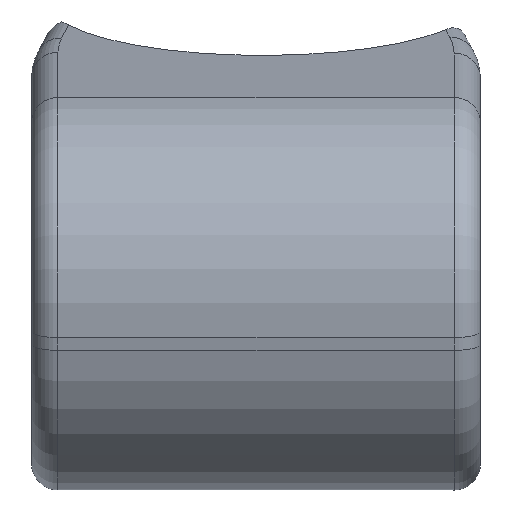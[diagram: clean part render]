
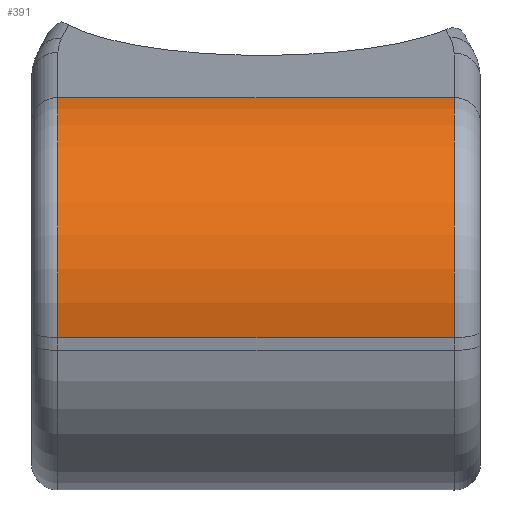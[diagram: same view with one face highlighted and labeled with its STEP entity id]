
A CAD part, left-side view. The second image highlights one B-rep face of the part: STEP entity #391.
In plain terms, the highlighted cylindrical face has radius 15 mm (diameter 30 mm), a partial arc.
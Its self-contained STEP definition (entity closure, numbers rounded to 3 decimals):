
#32 = PLANE('',#33);
#33 = AXIS2_PLACEMENT_3D('',#34,#35,#36);
#34 = CARTESIAN_POINT('',(-60.917,17.255,373.906
    ));
#35 = DIRECTION('',(0.97,0.,0.242));
#36 = DIRECTION('',(0.,-1.,0.));
#57 = VERTEX_POINT('',#58);
#58 = CARTESIAN_POINT('',(-64.546,15.255,
    388.461));
#84 = EDGE_CURVE('',#57,#85,#87,.T.);
#85 = VERTEX_POINT('',#86);
#86 = CARTESIAN_POINT('',(-64.546,-14.745,
    388.461));
#87 = SURFACE_CURVE('',#88,(#92,#99),.PCURVE_S1.);
#88 = LINE('',#89,#90);
#89 = CARTESIAN_POINT('',(-64.546,17.255,
    388.461));
#90 = VECTOR('',#91,1.);
#91 = DIRECTION('',(0.,-1.,0.));
#92 = PCURVE('',#32,#93);
#93 = DEFINITIONAL_REPRESENTATION('',(#94),#98);
#94 = LINE('',#95,#96);
#95 = CARTESIAN_POINT('',(0.,-15.));
#96 = VECTOR('',#97,1.);
#97 = DIRECTION('',(1.,0.));
#98 = ( GEOMETRIC_REPRESENTATION_CONTEXT(2) 
PARAMETRIC_REPRESENTATION_CONTEXT() REPRESENTATION_CONTEXT('2D SPACE',''
  ) );
#99 = PCURVE('',#100,#105);
#100 = CYLINDRICAL_SURFACE('',#101,15.);
#101 = AXIS2_PLACEMENT_3D('',#102,#103,#104);
#102 = CARTESIAN_POINT('',(-49.991,17.255,
    392.089));
#103 = DIRECTION('',(0.,-1.,0.));
#104 = DIRECTION('',(-0.242,0.,0.97));
#105 = DEFINITIONAL_REPRESENTATION('',(#106),#110);
#106 = LINE('',#107,#108);
#107 = CARTESIAN_POINT('',(1.571,0.));
#108 = VECTOR('',#109,1.);
#109 = DIRECTION('',(0.,1.));
#110 = ( GEOMETRIC_REPRESENTATION_CONTEXT(2) 
PARAMETRIC_REPRESENTATION_CONTEXT() REPRESENTATION_CONTEXT('2D SPACE',''
  ) );
#296 = TOROIDAL_SURFACE('',#297,13.,2.);
#297 = AXIS2_PLACEMENT_3D('',#298,#299,#300);
#298 = CARTESIAN_POINT('',(-49.991,15.255,
    392.089));
#299 = DIRECTION('',(0.,1.,0.));
#300 = DIRECTION('',(-0.97,0.,-0.242));
#329 = TOROIDAL_SURFACE('',#330,13.,2.);
#330 = AXIS2_PLACEMENT_3D('',#331,#332,#333);
#331 = CARTESIAN_POINT('',(-49.991,-14.745,
    392.089));
#332 = DIRECTION('',(0.,-1.,0.));
#333 = DIRECTION('',(-0.242,0.,0.97));
#391 = ADVANCED_FACE('',(#392),#100,.T.);
#392 = FACE_BOUND('',#393,.T.);
#393 = EDGE_LOOP('',(#394,#424,#446,#447));
#394 = ORIENTED_EDGE('',*,*,#395,.F.);
#395 = EDGE_CURVE('',#396,#398,#400,.T.);
#396 = VERTEX_POINT('',#397);
#397 = CARTESIAN_POINT('',(-53.62,15.255,
    406.644));
#398 = VERTEX_POINT('',#399);
#399 = CARTESIAN_POINT('',(-53.62,-14.745,
    406.644));
#400 = SURFACE_CURVE('',#401,(#405,#412),.PCURVE_S1.);
#401 = LINE('',#402,#403);
#402 = CARTESIAN_POINT('',(-53.62,17.255,
    406.644));
#403 = VECTOR('',#404,1.);
#404 = DIRECTION('',(0.,-1.,0.));
#405 = PCURVE('',#100,#406);
#406 = DEFINITIONAL_REPRESENTATION('',(#407),#411);
#407 = LINE('',#408,#409);
#408 = CARTESIAN_POINT('',(0.,0.));
#409 = VECTOR('',#410,1.);
#410 = DIRECTION('',(0.,1.));
#411 = ( GEOMETRIC_REPRESENTATION_CONTEXT(2) 
PARAMETRIC_REPRESENTATION_CONTEXT() REPRESENTATION_CONTEXT('2D SPACE',''
  ) );
#412 = PCURVE('',#413,#418);
#413 = PLANE('',#414);
#414 = AXIS2_PLACEMENT_3D('',#415,#416,#417);
#415 = CARTESIAN_POINT('',(-49.404,0.258,
    407.695));
#416 = DIRECTION('',(-0.242,0.,0.97));
#417 = DIRECTION('',(0.97,0.,0.242));
#418 = DEFINITIONAL_REPRESENTATION('',(#419),#423);
#419 = LINE('',#420,#421);
#420 = CARTESIAN_POINT('',(-4.346,16.998));
#421 = VECTOR('',#422,1.);
#422 = DIRECTION('',(0.,-1.));
#423 = ( GEOMETRIC_REPRESENTATION_CONTEXT(2) 
PARAMETRIC_REPRESENTATION_CONTEXT() REPRESENTATION_CONTEXT('2D SPACE',''
  ) );
#424 = ORIENTED_EDGE('',*,*,#425,.F.);
#425 = EDGE_CURVE('',#57,#396,#426,.T.);
#426 = SURFACE_CURVE('',#427,(#432,#439),.PCURVE_S1.);
#427 = CIRCLE('',#428,15.);
#428 = AXIS2_PLACEMENT_3D('',#429,#430,#431);
#429 = CARTESIAN_POINT('',(-49.991,15.255,
    392.089));
#430 = DIRECTION('',(0.,1.,0.));
#431 = DIRECTION('',(-0.97,0.,-0.242));
#432 = PCURVE('',#100,#433);
#433 = DEFINITIONAL_REPRESENTATION('',(#434),#438);
#434 = LINE('',#435,#436);
#435 = CARTESIAN_POINT('',(1.571,2.));
#436 = VECTOR('',#437,1.);
#437 = DIRECTION('',(-1.,-0.));
#438 = ( GEOMETRIC_REPRESENTATION_CONTEXT(2) 
PARAMETRIC_REPRESENTATION_CONTEXT() REPRESENTATION_CONTEXT('2D SPACE',''
  ) );
#439 = PCURVE('',#296,#440);
#440 = DEFINITIONAL_REPRESENTATION('',(#441),#445);
#441 = LINE('',#442,#443);
#442 = CARTESIAN_POINT('',(0.,0.));
#443 = VECTOR('',#444,1.);
#444 = DIRECTION('',(1.,0.));
#445 = ( GEOMETRIC_REPRESENTATION_CONTEXT(2) 
PARAMETRIC_REPRESENTATION_CONTEXT() REPRESENTATION_CONTEXT('2D SPACE',''
  ) );
#446 = ORIENTED_EDGE('',*,*,#84,.T.);
#447 = ORIENTED_EDGE('',*,*,#448,.F.);
#448 = EDGE_CURVE('',#398,#85,#449,.T.);
#449 = SURFACE_CURVE('',#450,(#455,#462),.PCURVE_S1.);
#450 = CIRCLE('',#451,15.);
#451 = AXIS2_PLACEMENT_3D('',#452,#453,#454);
#452 = CARTESIAN_POINT('',(-49.991,-14.745,
    392.089));
#453 = DIRECTION('',(-0.,-1.,0.));
#454 = DIRECTION('',(-0.242,0.,0.97));
#455 = PCURVE('',#100,#456);
#456 = DEFINITIONAL_REPRESENTATION('',(#457),#461);
#457 = LINE('',#458,#459);
#458 = CARTESIAN_POINT('',(0.,32.));
#459 = VECTOR('',#460,1.);
#460 = DIRECTION('',(1.,0.));
#461 = ( GEOMETRIC_REPRESENTATION_CONTEXT(2) 
PARAMETRIC_REPRESENTATION_CONTEXT() REPRESENTATION_CONTEXT('2D SPACE',''
  ) );
#462 = PCURVE('',#329,#463);
#463 = DEFINITIONAL_REPRESENTATION('',(#464),#468);
#464 = LINE('',#465,#466);
#465 = CARTESIAN_POINT('',(0.,0.));
#466 = VECTOR('',#467,1.);
#467 = DIRECTION('',(1.,0.));
#468 = ( GEOMETRIC_REPRESENTATION_CONTEXT(2) 
PARAMETRIC_REPRESENTATION_CONTEXT() REPRESENTATION_CONTEXT('2D SPACE',''
  ) );
